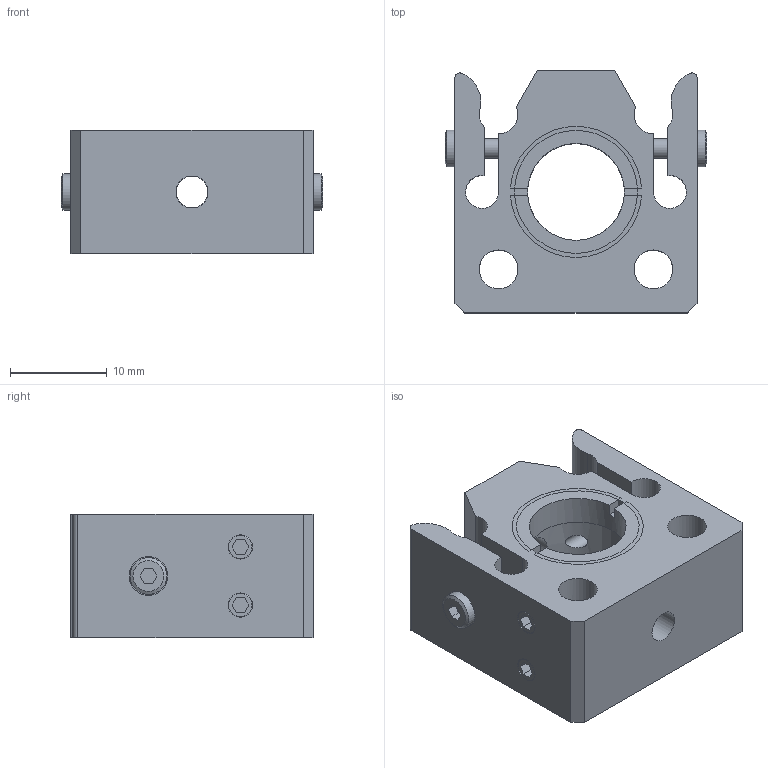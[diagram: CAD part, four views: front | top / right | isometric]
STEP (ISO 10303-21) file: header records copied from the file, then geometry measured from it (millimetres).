
FILE_DESCRIPTION(/* description */ (''),/* implementation_level */ '2;1');
FILE_NAME(/* name */ 'C16-BP-25-12.7A.stp',/* time_stamp */ '2018-07-26T09:18:34+09:00',/* author */ ('e.nonaka'),/* organization */ (''),/* preprocessor_version */ 'ST-DEVELOPER v17',/* originating_system */ 'Autodesk Inventor 2018',/* authorisation */ '');
FILE_SCHEMA (('AUTOMOTIVE_DESIGN { 1 0 10303 214 3 1 1 }'));
Length unit declared in the file: millimetre
Products named in the file (1): C16BP2512.7A-M02-18001-TS01
Bounding box: 27 x 25 x 12.8 mm (x, y, z)
Volume: 4933.7 mm3; surface area: 4141.8 mm2
Topology: 1 solids, 1 shells, 149 faces, 397 edges, 270 vertices
Faces by surface type: plane 94, cylinder 43, cone 12
Full cylindrical faces by diameter (mm): 1.6 x2, 2 x2, 2.4 x2, 2.5 x8, 3.3 x2, 3.8 x2, 4 x4, 10 x2, 12.7 x1
Entity records: 5377 total; most frequent: CARTESIAN_POINT 1323, DIRECTION 803, ORIENTED_EDGE 794, EDGE_CURVE 397, AXIS2_PLACEMENT_3D 282, VERTEX_POINT 270, LINE 239, VECTOR 239
